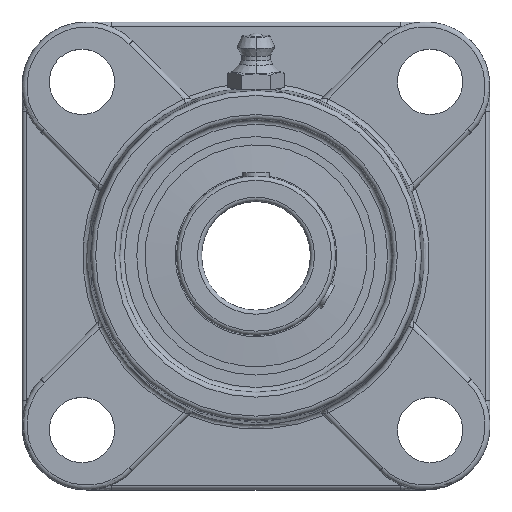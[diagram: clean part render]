
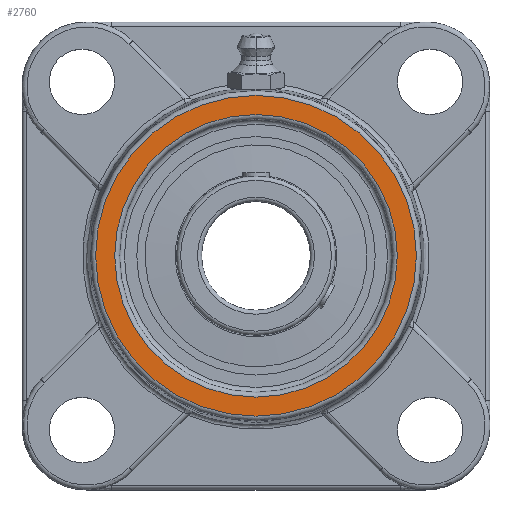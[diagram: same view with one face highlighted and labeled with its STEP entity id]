
A CAD part, top view. The second image highlights one B-rep face of the part: STEP entity #2760.
In plain terms, the highlighted planar face has unit normal (0, 0, 1).
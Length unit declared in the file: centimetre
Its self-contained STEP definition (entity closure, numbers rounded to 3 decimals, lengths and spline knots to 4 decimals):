
#2719=CARTESIAN_POINT('',(-0.,2.5972,2.55));
#2720=VERTEX_POINT('',#2719);
#2731=CARTESIAN_POINT('',(0.,0.,2.55));
#2732=DIRECTION('',(0.,0.,1.));
#2733=DIRECTION('',(0.,-1.,0.));
#2734=AXIS2_PLACEMENT_3D('',#2731,#2732,#2733);
#2735=CIRCLE('',#2734,2.5972);
#2736=EDGE_CURVE('',#2720,#2720,#2735,.T.);
#2741=CARTESIAN_POINT('',(-0.,0.,2.55));
#2742=DIRECTION('',(0.,0.,1.));
#2743=DIRECTION('',(1.,0.,0.));
#2744=AXIS2_PLACEMENT_3D('',#2741,#2742,#2743);
#2745=PLANE('',#2744);
#2746=CARTESIAN_POINT('',(0.,2.9476,2.55));
#2747=VERTEX_POINT('',#2746);
#2748=CARTESIAN_POINT('',(0.,0.,2.55));
#2749=DIRECTION('',(-0.,0.,-1.));
#2750=DIRECTION('',(-0.,-1.,0.));
#2751=AXIS2_PLACEMENT_3D('',#2748,#2749,#2750);
#2752=CIRCLE('',#2751,2.9476);
#2753=EDGE_CURVE('',#2747,#2747,#2752,.T.);
#2754=ORIENTED_EDGE('',*,*,#2753,.F.);
#2755=EDGE_LOOP('',(#2754));
#2756=FACE_BOUND('',#2755,.T.);
#2757=ORIENTED_EDGE('',*,*,#2736,.F.);
#2758=EDGE_LOOP('',(#2757));
#2759=FACE_BOUND('',#2758,.T.);
#2760=ADVANCED_FACE('',(#2756,#2759),#2745,.T.);
